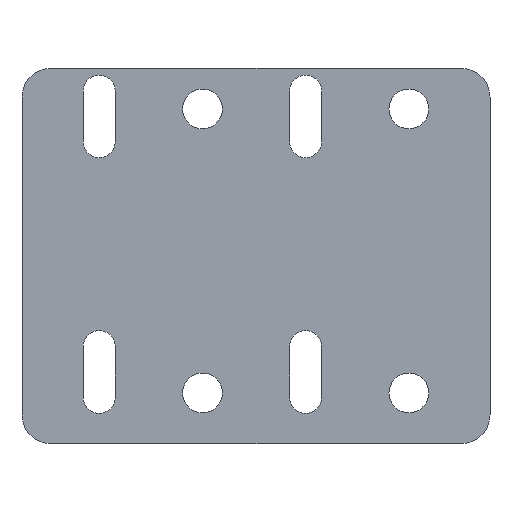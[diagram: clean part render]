
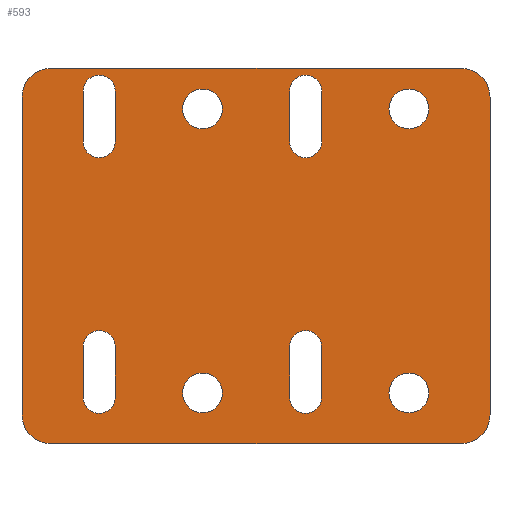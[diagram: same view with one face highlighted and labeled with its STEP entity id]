
A CAD part, top view. The second image highlights one B-rep face of the part: STEP entity #593.
In plain terms, the highlighted planar face has unit normal (0, 0, 1).
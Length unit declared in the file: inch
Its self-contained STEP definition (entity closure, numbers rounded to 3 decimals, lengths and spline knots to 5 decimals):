
#15=FACE_BOUND('',#88,.T.);
#16=FACE_BOUND('',#89,.T.);
#17=FACE_BOUND('',#90,.T.);
#18=FACE_BOUND('',#91,.T.);
#19=FACE_BOUND('',#92,.T.);
#20=FACE_BOUND('',#93,.T.);
#21=FACE_BOUND('',#94,.T.);
#22=FACE_BOUND('',#95,.T.);
#38=PLANE('',#647);
#57=FACE_OUTER_BOUND('',#87,.T.);
#87=EDGE_LOOP('',(#445,#446,#447,#448,#449,#450,#451,#452));
#88=EDGE_LOOP('',(#453));
#89=EDGE_LOOP('',(#454));
#90=EDGE_LOOP('',(#455));
#91=EDGE_LOOP('',(#456));
#92=EDGE_LOOP('',(#457,#458,#459,#460));
#93=EDGE_LOOP('',(#461,#462,#463,#464));
#94=EDGE_LOOP('',(#465,#466,#467,#468));
#95=EDGE_LOOP('',(#469,#470,#471,#472));
#124=LINE('',#879,#176);
#128=LINE('',#889,#180);
#131=LINE('',#897,#183);
#135=LINE('',#909,#187);
#139=LINE('',#921,#191);
#143=LINE('',#930,#195);
#149=LINE('',#946,#201);
#150=LINE('',#951,#202);
#151=LINE('',#955,#203);
#152=LINE('',#958,#204);
#153=LINE('',#971,#205);
#154=LINE('',#976,#206);
#176=VECTOR('',#700,0.3937);
#180=VECTOR('',#712,0.3937);
#183=VECTOR('',#717,0.3937);
#187=VECTOR('',#729,0.3937);
#191=VECTOR('',#741,0.3937);
#195=VECTOR('',#747,0.3937);
#201=VECTOR('',#761,0.3937);
#202=VECTOR('',#766,0.3937);
#203=VECTOR('',#769,0.3937);
#204=VECTOR('',#772,0.3937);
#205=VECTOR('',#785,0.3937);
#206=VECTOR('',#790,0.3937);
#226=CIRCLE('',#627,0.07874);
#228=CIRCLE('',#631,0.07874);
#230=CIRCLE('',#636,0.07874);
#232=CIRCLE('',#640,0.07874);
#234=CIRCLE('',#645,0.14135);
#235=CIRCLE('',#648,0.14135);
#236=CIRCLE('',#649,0.14135);
#237=CIRCLE('',#650,0.14135);
#238=CIRCLE('',#651,0.098);
#239=CIRCLE('',#652,0.098);
#240=CIRCLE('',#653,0.098);
#241=CIRCLE('',#654,0.098);
#242=CIRCLE('',#655,0.07874);
#243=CIRCLE('',#656,0.07874);
#244=CIRCLE('',#657,0.07874);
#245=CIRCLE('',#658,0.07874);
#259=VERTEX_POINT('',#870);
#260=VERTEX_POINT('',#872);
#262=VERTEX_POINT('',#878);
#264=VERTEX_POINT('',#884);
#267=VERTEX_POINT('',#894);
#268=VERTEX_POINT('',#896);
#270=VERTEX_POINT('',#902);
#272=VERTEX_POINT('',#908);
#275=VERTEX_POINT('',#918);
#276=VERTEX_POINT('',#920);
#279=VERTEX_POINT('',#927);
#280=VERTEX_POINT('',#929);
#283=VERTEX_POINT('',#936);
#284=VERTEX_POINT('',#938);
#286=VERTEX_POINT('',#944);
#287=VERTEX_POINT('',#948);
#288=VERTEX_POINT('',#949);
#289=VERTEX_POINT('',#952);
#290=VERTEX_POINT('',#954);
#291=VERTEX_POINT('',#956);
#292=VERTEX_POINT('',#959);
#293=VERTEX_POINT('',#961);
#294=VERTEX_POINT('',#963);
#295=VERTEX_POINT('',#965);
#296=VERTEX_POINT('',#967);
#297=VERTEX_POINT('',#969);
#298=VERTEX_POINT('',#972);
#299=VERTEX_POINT('',#974);
#315=EDGE_CURVE('',#260,#259,#226,.T.);
#318=EDGE_CURVE('',#262,#260,#124,.T.);
#321=EDGE_CURVE('',#264,#262,#228,.T.);
#324=EDGE_CURVE('',#259,#264,#128,.T.);
#327=EDGE_CURVE('',#268,#267,#131,.T.);
#330=EDGE_CURVE('',#270,#268,#230,.T.);
#333=EDGE_CURVE('',#272,#270,#135,.T.);
#336=EDGE_CURVE('',#267,#272,#232,.T.);
#339=EDGE_CURVE('',#276,#275,#139,.T.);
#343=EDGE_CURVE('',#280,#279,#143,.T.);
#347=EDGE_CURVE('',#284,#283,#234,.T.);
#351=EDGE_CURVE('',#283,#286,#149,.T.);
#352=EDGE_CURVE('',#287,#288,#235,.T.);
#353=EDGE_CURVE('',#288,#284,#150,.T.);
#354=EDGE_CURVE('',#289,#286,#236,.T.);
#355=EDGE_CURVE('',#289,#290,#151,.T.);
#356=EDGE_CURVE('',#291,#290,#237,.T.);
#357=EDGE_CURVE('',#291,#287,#152,.T.);
#358=EDGE_CURVE('',#292,#292,#238,.T.);
#359=EDGE_CURVE('',#293,#293,#239,.T.);
#360=EDGE_CURVE('',#294,#294,#240,.T.);
#361=EDGE_CURVE('',#295,#295,#241,.T.);
#362=EDGE_CURVE('',#296,#276,#242,.T.);
#363=EDGE_CURVE('',#297,#275,#243,.T.);
#364=EDGE_CURVE('',#297,#296,#153,.T.);
#365=EDGE_CURVE('',#298,#280,#244,.T.);
#366=EDGE_CURVE('',#299,#279,#245,.T.);
#367=EDGE_CURVE('',#298,#299,#154,.T.);
#445=ORIENTED_EDGE('',*,*,#352,.T.);
#446=ORIENTED_EDGE('',*,*,#353,.T.);
#447=ORIENTED_EDGE('',*,*,#347,.T.);
#448=ORIENTED_EDGE('',*,*,#351,.T.);
#449=ORIENTED_EDGE('',*,*,#354,.F.);
#450=ORIENTED_EDGE('',*,*,#355,.T.);
#451=ORIENTED_EDGE('',*,*,#356,.F.);
#452=ORIENTED_EDGE('',*,*,#357,.T.);
#453=ORIENTED_EDGE('',*,*,#358,.T.);
#454=ORIENTED_EDGE('',*,*,#359,.T.);
#455=ORIENTED_EDGE('',*,*,#360,.T.);
#456=ORIENTED_EDGE('',*,*,#361,.T.);
#457=ORIENTED_EDGE('',*,*,#362,.T.);
#458=ORIENTED_EDGE('',*,*,#339,.T.);
#459=ORIENTED_EDGE('',*,*,#363,.F.);
#460=ORIENTED_EDGE('',*,*,#364,.T.);
#461=ORIENTED_EDGE('',*,*,#365,.T.);
#462=ORIENTED_EDGE('',*,*,#343,.T.);
#463=ORIENTED_EDGE('',*,*,#366,.F.);
#464=ORIENTED_EDGE('',*,*,#367,.F.);
#465=ORIENTED_EDGE('',*,*,#327,.T.);
#466=ORIENTED_EDGE('',*,*,#336,.T.);
#467=ORIENTED_EDGE('',*,*,#333,.T.);
#468=ORIENTED_EDGE('',*,*,#330,.T.);
#469=ORIENTED_EDGE('',*,*,#315,.T.);
#470=ORIENTED_EDGE('',*,*,#324,.T.);
#471=ORIENTED_EDGE('',*,*,#321,.T.);
#472=ORIENTED_EDGE('',*,*,#318,.T.);
#593=ADVANCED_FACE('',(#57,#15,#16,#17,#18,#19,#20,#21,#22),#38,.T.);
#627=AXIS2_PLACEMENT_3D('',#873,#694,#695);
#631=AXIS2_PLACEMENT_3D('',#885,#706,#707);
#636=AXIS2_PLACEMENT_3D('',#903,#723,#724);
#640=AXIS2_PLACEMENT_3D('',#913,#735,#736);
#645=AXIS2_PLACEMENT_3D('',#939,#754,#755);
#647=AXIS2_PLACEMENT_3D('',#947,#762,#763);
#648=AXIS2_PLACEMENT_3D('',#950,#764,#765);
#649=AXIS2_PLACEMENT_3D('',#953,#767,#768);
#650=AXIS2_PLACEMENT_3D('',#957,#770,#771);
#651=AXIS2_PLACEMENT_3D('',#960,#773,#774);
#652=AXIS2_PLACEMENT_3D('',#962,#775,#776);
#653=AXIS2_PLACEMENT_3D('',#964,#777,#778);
#654=AXIS2_PLACEMENT_3D('',#966,#779,#780);
#655=AXIS2_PLACEMENT_3D('',#968,#781,#782);
#656=AXIS2_PLACEMENT_3D('',#970,#783,#784);
#657=AXIS2_PLACEMENT_3D('',#973,#786,#787);
#658=AXIS2_PLACEMENT_3D('',#975,#788,#789);
#694=DIRECTION('center_axis',(0.,0.,-1.));
#695=DIRECTION('ref_axis',(1.,0.,0.));
#700=DIRECTION('',(0.,1.,0.));
#706=DIRECTION('center_axis',(0.,0.,-1.));
#707=DIRECTION('ref_axis',(-1.,0.,0.));
#712=DIRECTION('',(0.,-1.,0.));
#717=DIRECTION('',(0.,-1.,0.));
#723=DIRECTION('center_axis',(0.,0.,-1.));
#724=DIRECTION('ref_axis',(1.,0.,0.));
#729=DIRECTION('',(0.,1.,0.));
#735=DIRECTION('center_axis',(0.,0.,-1.));
#736=DIRECTION('ref_axis',(-1.,0.,0.));
#741=DIRECTION('',(0.,1.,0.));
#747=DIRECTION('',(0.,1.,0.));
#754=DIRECTION('center_axis',(0.,0.,1.));
#755=DIRECTION('ref_axis',(-1.,0.,0.));
#761=DIRECTION('',(1.,0.,0.));
#762=DIRECTION('center_axis',(0.,0.,1.));
#763=DIRECTION('ref_axis',(-1.,0.,0.));
#764=DIRECTION('center_axis',(0.,0.,1.));
#765=DIRECTION('ref_axis',(0.,1.,0.));
#766=DIRECTION('',(0.,-1.,0.));
#767=DIRECTION('center_axis',(0.,0.,-1.));
#768=DIRECTION('ref_axis',(0.707,-0.707,0.));
#769=DIRECTION('',(0.,1.,0.));
#770=DIRECTION('center_axis',(0.,0.,-1.));
#771=DIRECTION('ref_axis',(0.707,0.707,0.));
#772=DIRECTION('',(-1.,0.,0.));
#773=DIRECTION('center_axis',(0.,0.,-1.));
#774=DIRECTION('ref_axis',(-1.,0.,0.));
#775=DIRECTION('center_axis',(0.,0.,-1.));
#776=DIRECTION('ref_axis',(-1.,0.,0.));
#777=DIRECTION('center_axis',(0.,0.,-1.));
#778=DIRECTION('ref_axis',(-1.,0.,0.));
#779=DIRECTION('center_axis',(0.,0.,-1.));
#780=DIRECTION('ref_axis',(-1.,0.,0.));
#781=DIRECTION('center_axis',(0.,0.,-1.));
#782=DIRECTION('ref_axis',(-1.,0.,0.));
#783=DIRECTION('center_axis',(0.,0.,1.));
#784=DIRECTION('ref_axis',(1.,0.,0.));
#785=DIRECTION('',(0.,-1.,0.));
#786=DIRECTION('center_axis',(0.,0.,-1.));
#787=DIRECTION('ref_axis',(-1.,0.,0.));
#788=DIRECTION('center_axis',(0.,0.,1.));
#789=DIRECTION('ref_axis',(1.,0.,0.));
#790=DIRECTION('',(0.,1.,0.));
#870=CARTESIAN_POINT('',(-0.83013,-1.37174,0.125));
#872=CARTESIAN_POINT('',(-0.98761,-1.37174,0.125));
#873=CARTESIAN_POINT('Origin',(-0.90887,-1.37174,0.125));
#878=CARTESIAN_POINT('',(-0.98761,-1.62174,0.125));
#879=CARTESIAN_POINT('',(-0.98761,-1.27337,0.125));
#884=CARTESIAN_POINT('',(-0.83013,-1.62174,0.125));
#885=CARTESIAN_POINT('Origin',(-0.90887,-1.62174,0.125));
#889=CARTESIAN_POINT('',(-0.83013,-1.14837,0.125));
#894=CARTESIAN_POINT('',(-0.83013,-0.3619,0.125));
#896=CARTESIAN_POINT('',(-0.83013,-0.1119,0.125));
#897=CARTESIAN_POINT('',(-0.83013,-0.51845,0.125));
#902=CARTESIAN_POINT('',(-0.98761,-0.1119,0.125));
#903=CARTESIAN_POINT('Origin',(-0.90887,-0.1119,0.125));
#908=CARTESIAN_POINT('',(-0.98761,-0.3619,0.125));
#909=CARTESIAN_POINT('',(-0.98761,-0.64345,0.125));
#913=CARTESIAN_POINT('Origin',(-0.90887,-0.3619,0.125));
#918=CARTESIAN_POINT('',(-2.00534,-1.37174,0.125));
#920=CARTESIAN_POINT('',(-2.00534,-1.62174,0.125));
#921=CARTESIAN_POINT('',(-2.00534,-1.27337,0.125));
#927=CARTESIAN_POINT('',(-2.00534,-0.1119,0.125));
#929=CARTESIAN_POINT('',(-2.00534,-0.3619,0.125));
#930=CARTESIAN_POINT('',(-2.00534,-0.64345,0.125));
#936=CARTESIAN_POINT('',(-2.16599,-1.85,0.125));
#938=CARTESIAN_POINT('',(-2.30734,-1.70865,0.125));
#939=CARTESIAN_POINT('Origin',(-2.16599,-1.70865,0.125));
#944=CARTESIAN_POINT('',(-0.14135,-1.85,0.125));
#946=CARTESIAN_POINT('',(0.,-1.85,0.125));
#947=CARTESIAN_POINT('Origin',(-2.225,-0.925,0.125));
#948=CARTESIAN_POINT('',(-2.16599,0.,0.125));
#949=CARTESIAN_POINT('',(-2.30734,-0.14135,0.125));
#950=CARTESIAN_POINT('Origin',(-2.16599,-0.14135,0.125));
#951=CARTESIAN_POINT('',(-2.30734,-1.27337,0.125));
#952=CARTESIAN_POINT('',(0.,-1.70865,0.125));
#953=CARTESIAN_POINT('Origin',(-0.14135,-1.70865,0.125));
#954=CARTESIAN_POINT('',(0.,-0.14135,0.125));
#955=CARTESIAN_POINT('',(0.,0.,0.125));
#956=CARTESIAN_POINT('',(-0.14135,0.,0.125));
#957=CARTESIAN_POINT('Origin',(-0.14135,-0.14135,0.125));
#958=CARTESIAN_POINT('',(-4.45,0.,0.125));
#959=CARTESIAN_POINT('',(-1.31973,-1.6,0.125));
#960=CARTESIAN_POINT('Origin',(-1.41773,-1.6,0.125));
#961=CARTESIAN_POINT('',(-0.302,-1.6,0.125));
#962=CARTESIAN_POINT('Origin',(-0.4,-1.6,0.125));
#963=CARTESIAN_POINT('',(-1.31973,-0.2,0.125));
#964=CARTESIAN_POINT('Origin',(-1.41773,-0.2,0.125));
#965=CARTESIAN_POINT('',(-0.302,-0.2,0.125));
#966=CARTESIAN_POINT('Origin',(-0.4,-0.2,0.125));
#967=CARTESIAN_POINT('',(-1.84786,-1.62174,0.125));
#968=CARTESIAN_POINT('Origin',(-1.9266,-1.62174,0.125));
#969=CARTESIAN_POINT('',(-1.84786,-1.37174,0.125));
#970=CARTESIAN_POINT('Origin',(-1.9266,-1.37174,0.125));
#971=CARTESIAN_POINT('',(-1.84786,-1.37174,0.125));
#972=CARTESIAN_POINT('',(-1.84786,-0.3619,0.125));
#973=CARTESIAN_POINT('Origin',(-1.9266,-0.3619,0.125));
#974=CARTESIAN_POINT('',(-1.84786,-0.1119,0.125));
#975=CARTESIAN_POINT('Origin',(-1.9266,-0.1119,0.125));
#976=CARTESIAN_POINT('',(-1.84786,-0.3619,0.125));
